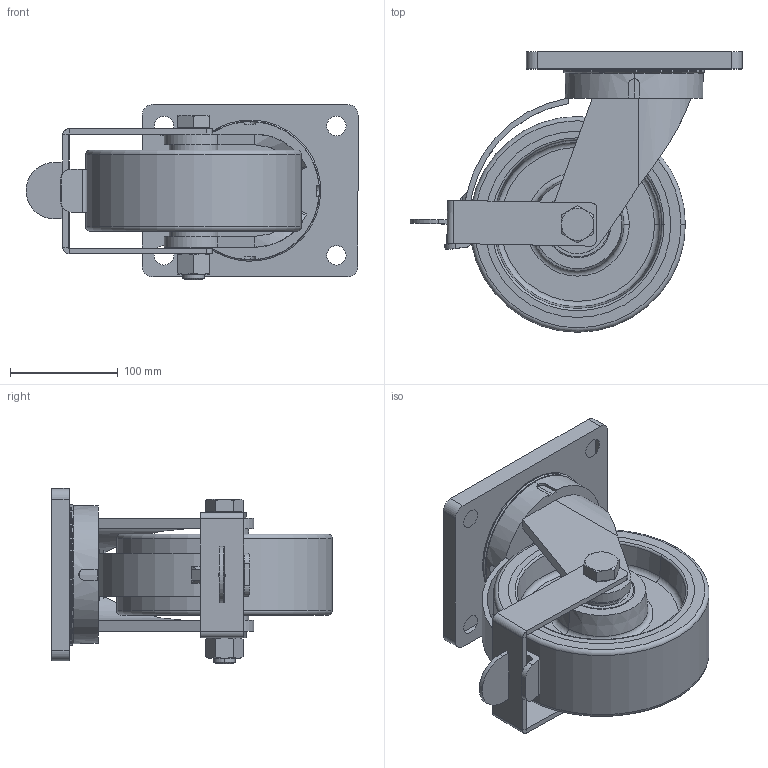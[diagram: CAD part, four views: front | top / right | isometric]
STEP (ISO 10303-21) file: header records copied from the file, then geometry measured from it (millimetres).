
FILE_DESCRIPTION (( 'STEP AP203' ), '1' );
FILE_NAME ('S8904B.STEP', '2020-02-24T19:03:33', ( '' ), ( '' ), 'SwSTEP 2.0', 'SolidWorks 2013', '' );
FILE_SCHEMA (( 'CONFIG_CONTROL_DESIGN' ));
Length unit declared in the file: millimetre
Products named in the file (1): S8904B
Bounding box: 307.89 x 260 x 162.5 mm (x, y, z)
Surface area: 440605.4 mm2 (no closed solid volume)
Topology: 0 solids, 31 shells, 274 faces, 831 edges, 590 vertices
Faces by surface type: plane 98, cylinder 79, cone 45, torus 41, bspline 11
Entity records: 13859 total; most frequent: CARTESIAN_POINT 6460, DIRECTION 1597, ORIENTED_EDGE 1328, EDGE_CURVE 831, AXIS2_PLACEMENT_3D 636, VERTEX_POINT 590, CIRCLE 372, VECTOR 325
